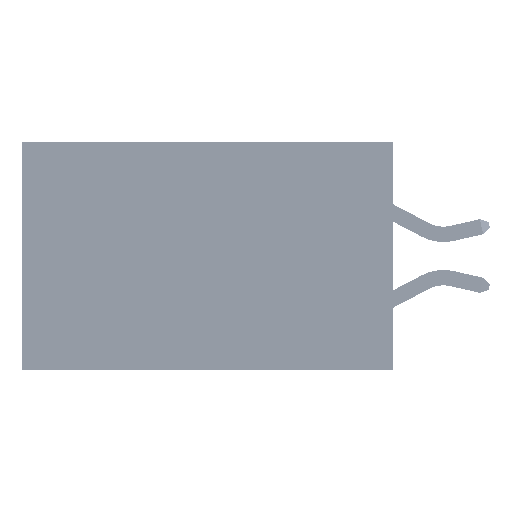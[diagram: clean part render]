
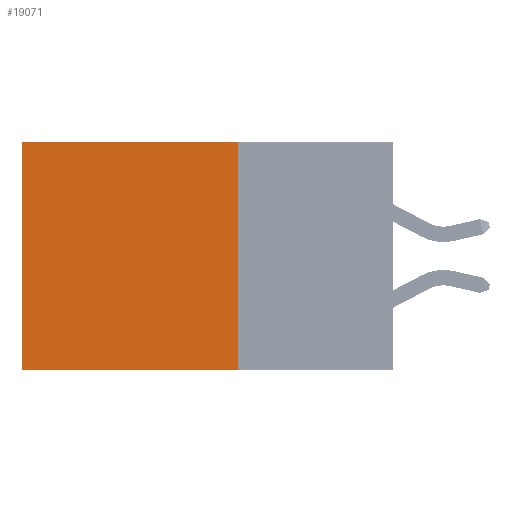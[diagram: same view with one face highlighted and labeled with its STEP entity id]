
A CAD part, left-side view. The second image highlights one B-rep face of the part: STEP entity #19071.
In plain terms, the highlighted planar face has unit normal (-1, 0, 0).
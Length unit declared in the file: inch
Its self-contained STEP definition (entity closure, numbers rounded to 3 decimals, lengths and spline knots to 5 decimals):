
#842 = DIRECTION ( 'NONE',  ( 0., 0., -1. ) ) ;
#1586 = LINE ( 'NONE', #22680, #28801 ) ;
#5679 = ORIENTED_EDGE ( 'NONE', *, *, #38137, .T. ) ;
#5821 = CARTESIAN_POINT ( 'NONE',  ( 0.2875, 0.25, -0.37 ) ) ;
#6665 = VERTEX_POINT ( 'NONE', #16197 ) ;
#8232 = DIRECTION ( 'NONE',  ( 0., 0., -1. ) ) ;
#9290 = EDGE_CURVE ( 'NONE', #23897, #6665, #39435, .T. ) ;
#11894 = CARTESIAN_POINT ( 'NONE',  ( 0.2875, 0.6, 0. ) ) ;
#12993 = CARTESIAN_POINT ( 'NONE',  ( 0.2875, 0.25, 0. ) ) ;
#14599 = FACE_OUTER_BOUND ( 'NONE', #43297, .T. ) ;
#16197 = CARTESIAN_POINT ( 'NONE',  ( 0.2875, 0.6, -0.37 ) ) ;
#17837 = DIRECTION ( 'NONE',  ( 0., 0., -1. ) ) ;
#18281 = DIRECTION ( 'NONE',  ( 1., 0., 0. ) ) ;
#18506 = PLANE ( 'NONE',  #35805 ) ;
#19071 = ADVANCED_FACE ( 'NONE', ( #14599 ), #18506, .F. ) ;
#20502 = EDGE_CURVE ( 'NONE', #40127, #42799, #42607, .T. ) ;
#20963 = ORIENTED_EDGE ( 'NONE', *, *, #39102, .F. ) ;
#22520 = CARTESIAN_POINT ( 'NONE',  ( 0.2875, 0.6, 0. ) ) ;
#22680 = CARTESIAN_POINT ( 'NONE',  ( 0.2875, 0.25, 0. ) ) ;
#23253 = DIRECTION ( 'NONE',  ( 0., 1., 0. ) ) ;
#23897 = VERTEX_POINT ( 'NONE', #22520 ) ;
#23978 = VECTOR ( 'NONE', #842, 39.37008 ) ;
#26721 = LINE ( 'NONE', #5821, #40605 ) ;
#26772 = VECTOR ( 'NONE', #8232, 39.37008 ) ;
#28801 = VECTOR ( 'NONE', #36690, 39.37008 ) ;
#29783 = ORIENTED_EDGE ( 'NONE', *, *, #20502, .F. ) ;
#31826 = CARTESIAN_POINT ( 'NONE',  ( 0.2875, 0.25, 0. ) ) ;
#32263 = CARTESIAN_POINT ( 'NONE',  ( 0.2875, 0.25, 0. ) ) ;
#33522 = CARTESIAN_POINT ( 'NONE',  ( 0.2875, 0.25, -0.37 ) ) ;
#35805 = AXIS2_PLACEMENT_3D ( 'NONE', #31826, #18281, #17837 ) ;
#36690 = DIRECTION ( 'NONE',  ( 0., 1., 0. ) ) ;
#38137 = EDGE_CURVE ( 'NONE', #40127, #23897, #1586, .T. ) ;
#39102 = EDGE_CURVE ( 'NONE', #42799, #6665, #26721, .T. ) ;
#39435 = LINE ( 'NONE', #11894, #26772 ) ;
#40127 = VERTEX_POINT ( 'NONE', #12993 ) ;
#40605 = VECTOR ( 'NONE', #23253, 39.37008 ) ;
#42607 = LINE ( 'NONE', #32263, #23978 ) ;
#42799 = VERTEX_POINT ( 'NONE', #33522 ) ;
#43297 = EDGE_LOOP ( 'NONE', ( #44005, #20963, #29783, #5679 ) ) ;
#44005 = ORIENTED_EDGE ( 'NONE', *, *, #9290, .T. ) ;
